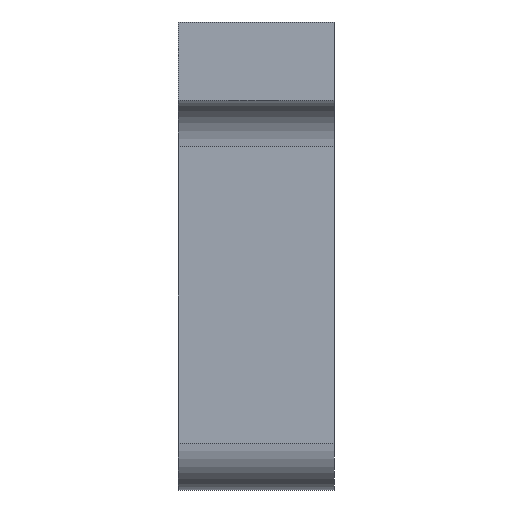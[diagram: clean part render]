
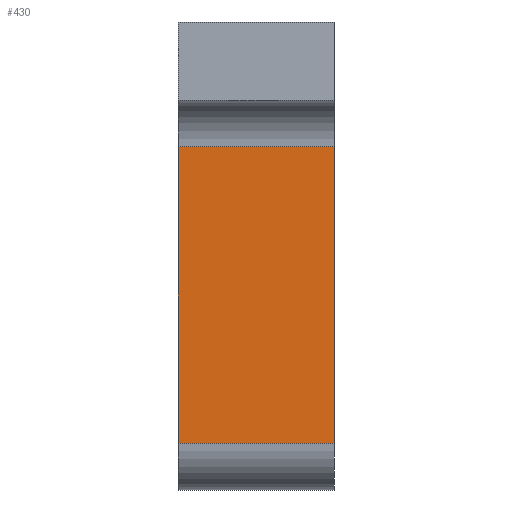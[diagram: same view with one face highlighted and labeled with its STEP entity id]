
A CAD part, front view. The second image highlights one B-rep face of the part: STEP entity #430.
In plain terms, the highlighted planar face has unit normal (0, -1, 0).
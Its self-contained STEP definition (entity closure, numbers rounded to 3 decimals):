
#29=PLANE('',#481);
#50=FACE_OUTER_BOUND('',#75,.T.);
#75=EDGE_LOOP('',(#370,#371,#372,#373));
#82=LINE('',#618,#126);
#86=LINE('',#627,#130);
#103=LINE('',#678,#147);
#120=LINE('',#720,#164);
#126=VECTOR('',#496,10.);
#130=VECTOR('',#504,10.);
#147=VECTOR('',#547,10.);
#164=VECTOR('',#594,10.);
#185=VERTEX_POINT('',#611);
#188=VERTEX_POINT('',#616);
#191=VERTEX_POINT('',#626);
#211=VERTEX_POINT('',#674);
#228=EDGE_CURVE('',#188,#185,#82,.T.);
#232=EDGE_CURVE('',#191,#185,#86,.T.);
#258=EDGE_CURVE('',#191,#211,#103,.T.);
#279=EDGE_CURVE('',#188,#211,#120,.T.);
#370=ORIENTED_EDGE('',*,*,#228,.F.);
#371=ORIENTED_EDGE('',*,*,#279,.T.);
#372=ORIENTED_EDGE('',*,*,#258,.F.);
#373=ORIENTED_EDGE('',*,*,#232,.T.);
#430=ADVANCED_FACE('',(#50),#29,.T.);
#481=AXIS2_PLACEMENT_3D('',#719,#592,#593);
#496=DIRECTION('',(-1.,0.,0.));
#504=DIRECTION('',(0.,0.,-1.));
#547=DIRECTION('',(1.,0.,0.));
#592=DIRECTION('center_axis',(0.,-1.,0.));
#593=DIRECTION('ref_axis',(1.,0.,0.));
#594=DIRECTION('',(0.,0.,1.));
#611=CARTESIAN_POINT('',(0.,-35.,3.));
#616=CARTESIAN_POINT('',(10.,-35.,3.));
#618=CARTESIAN_POINT('',(2.5,-35.,3.));
#626=CARTESIAN_POINT('',(0.,-35.,22.));
#627=CARTESIAN_POINT('',(0.,-35.,7.5));
#674=CARTESIAN_POINT('',(10.,-35.,22.));
#678=CARTESIAN_POINT('',(0.,-35.,22.));
#719=CARTESIAN_POINT('Origin',(0.,-35.,0.));
#720=CARTESIAN_POINT('',(10.,-35.,7.5));
